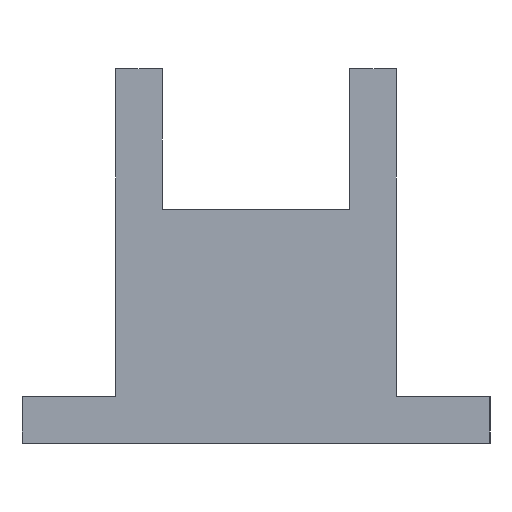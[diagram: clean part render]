
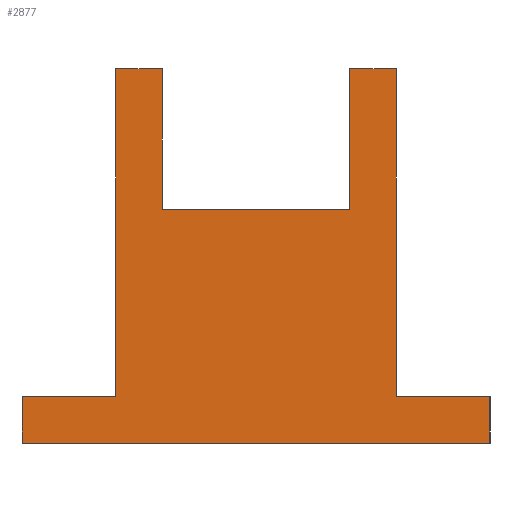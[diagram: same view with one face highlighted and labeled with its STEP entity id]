
A CAD part, left-side view. The second image highlights one B-rep face of the part: STEP entity #2877.
In plain terms, the highlighted planar face has unit normal (-1, 0, 0).
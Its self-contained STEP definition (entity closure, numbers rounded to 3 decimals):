
#354=LINE('',#4655,#683);
#361=LINE('',#4671,#690);
#364=LINE('',#4677,#693);
#367=LINE('',#4683,#696);
#370=LINE('',#4689,#699);
#373=LINE('',#4695,#702);
#376=LINE('',#4701,#705);
#379=LINE('',#4706,#708);
#387=LINE('',#4720,#716);
#390=LINE('',#4726,#719);
#393=LINE('',#4732,#722);
#396=LINE('',#4737,#725);
#683=VECTOR('',#3866,1000.);
#690=VECTOR('',#3877,1000.);
#693=VECTOR('',#3882,1000.);
#696=VECTOR('',#3887,1000.);
#699=VECTOR('',#3892,1000.);
#702=VECTOR('',#3897,1000.);
#705=VECTOR('',#3902,1000.);
#708=VECTOR('',#3907,1000.);
#716=VECTOR('',#3917,1000.);
#719=VECTOR('',#3922,1000.);
#722=VECTOR('',#3927,1000.);
#725=VECTOR('',#3932,1000.);
#864=PLANE('',#3186);
#1571=ORIENTED_EDGE('',*,*,#1938,.F.);
#1572=ORIENTED_EDGE('',*,*,#1973,.F.);
#1573=ORIENTED_EDGE('',*,*,#1970,.F.);
#1574=ORIENTED_EDGE('',*,*,#1967,.F.);
#1575=ORIENTED_EDGE('',*,*,#1964,.F.);
#1576=ORIENTED_EDGE('',*,*,#1931,.F.);
#1577=ORIENTED_EDGE('',*,*,#1956,.F.);
#1578=ORIENTED_EDGE('',*,*,#1953,.F.);
#1579=ORIENTED_EDGE('',*,*,#1950,.F.);
#1580=ORIENTED_EDGE('',*,*,#1947,.F.);
#1581=ORIENTED_EDGE('',*,*,#1944,.F.);
#1582=ORIENTED_EDGE('',*,*,#1941,.F.);
#1931=EDGE_CURVE('',#2204,#2201,#354,.T.);
#1938=EDGE_CURVE('',#2211,#2212,#361,.T.);
#1941=EDGE_CURVE('',#2212,#2214,#364,.T.);
#1944=EDGE_CURVE('',#2214,#2216,#367,.T.);
#1947=EDGE_CURVE('',#2216,#2218,#370,.T.);
#1950=EDGE_CURVE('',#2218,#2220,#373,.T.);
#1953=EDGE_CURVE('',#2220,#2222,#376,.T.);
#1956=EDGE_CURVE('',#2222,#2204,#379,.T.);
#1964=EDGE_CURVE('',#2201,#2228,#387,.T.);
#1967=EDGE_CURVE('',#2228,#2230,#390,.T.);
#1970=EDGE_CURVE('',#2230,#2232,#393,.T.);
#1973=EDGE_CURVE('',#2232,#2211,#396,.T.);
#2201=VERTEX_POINT('',#4649);
#2204=VERTEX_POINT('',#4654);
#2211=VERTEX_POINT('',#4670);
#2212=VERTEX_POINT('',#4672);
#2214=VERTEX_POINT('',#4678);
#2216=VERTEX_POINT('',#4684);
#2218=VERTEX_POINT('',#4690);
#2220=VERTEX_POINT('',#4696);
#2222=VERTEX_POINT('',#4702);
#2228=VERTEX_POINT('',#4721);
#2230=VERTEX_POINT('',#4727);
#2232=VERTEX_POINT('',#4733);
#2482=EDGE_LOOP('',(#1571,#1572,#1573,#1574,#1575,#1576,#1577,#1578,#1579,
#1580,#1581,#1582));
#2696=FACE_BOUND('',#2482,.T.);
#2877=ADVANCED_FACE('',(#2696),#864,.F.);
#3186=AXIS2_PLACEMENT_3D('',#4738,#3933,#3934);
#3866=DIRECTION('',(0.,-1.,0.));
#3877=DIRECTION('',(0.,0.,-1.));
#3882=DIRECTION('',(0.,1.,0.));
#3887=DIRECTION('',(0.,0.,1.));
#3892=DIRECTION('',(0.,-1.,0.));
#3897=DIRECTION('',(0.,0.,1.));
#3902=DIRECTION('',(0.,-1.,0.));
#3907=DIRECTION('',(0.,0.,-1.));
#3917=DIRECTION('',(0.,0.,1.));
#3922=DIRECTION('',(0.,-1.,0.));
#3927=DIRECTION('',(0.,0.,-1.));
#3932=DIRECTION('',(0.,-1.,0.));
#3933=DIRECTION('',(1.,0.,0.));
#3934=DIRECTION('',(0.,0.,-1.));
#4649=CARTESIAN_POINT('',(-1600.,-100.,50.));
#4654=CARTESIAN_POINT('',(-1600.,100.,50.));
#4655=CARTESIAN_POINT('',(-1600.,100.,50.));
#4670=CARTESIAN_POINT('',(-1600.,-250.,-150.));
#4671=CARTESIAN_POINT('',(-1600.,-250.,-150.));
#4672=CARTESIAN_POINT('',(-1600.,-250.,-200.));
#4677=CARTESIAN_POINT('',(-1600.,-250.,-200.));
#4678=CARTESIAN_POINT('',(-1600.,250.,-200.));
#4683=CARTESIAN_POINT('',(-1600.,250.,-200.));
#4684=CARTESIAN_POINT('',(-1600.,250.,-150.));
#4689=CARTESIAN_POINT('',(-1600.,250.,-150.));
#4690=CARTESIAN_POINT('',(-1600.,150.,-150.));
#4695=CARTESIAN_POINT('',(-1600.,150.,-150.));
#4696=CARTESIAN_POINT('',(-1600.,150.,200.));
#4701=CARTESIAN_POINT('',(-1600.,150.,200.));
#4702=CARTESIAN_POINT('',(-1600.,100.,200.));
#4706=CARTESIAN_POINT('',(-1600.,100.,200.));
#4720=CARTESIAN_POINT('',(-1600.,-100.,50.));
#4721=CARTESIAN_POINT('',(-1600.,-100.,200.));
#4726=CARTESIAN_POINT('',(-1600.,-100.,200.));
#4727=CARTESIAN_POINT('',(-1600.,-150.,200.));
#4732=CARTESIAN_POINT('',(-1600.,-150.,200.));
#4733=CARTESIAN_POINT('',(-1600.,-150.,-150.));
#4737=CARTESIAN_POINT('',(-1600.,-150.,-150.));
#4738=CARTESIAN_POINT('',(-1600.,0.,0.));
